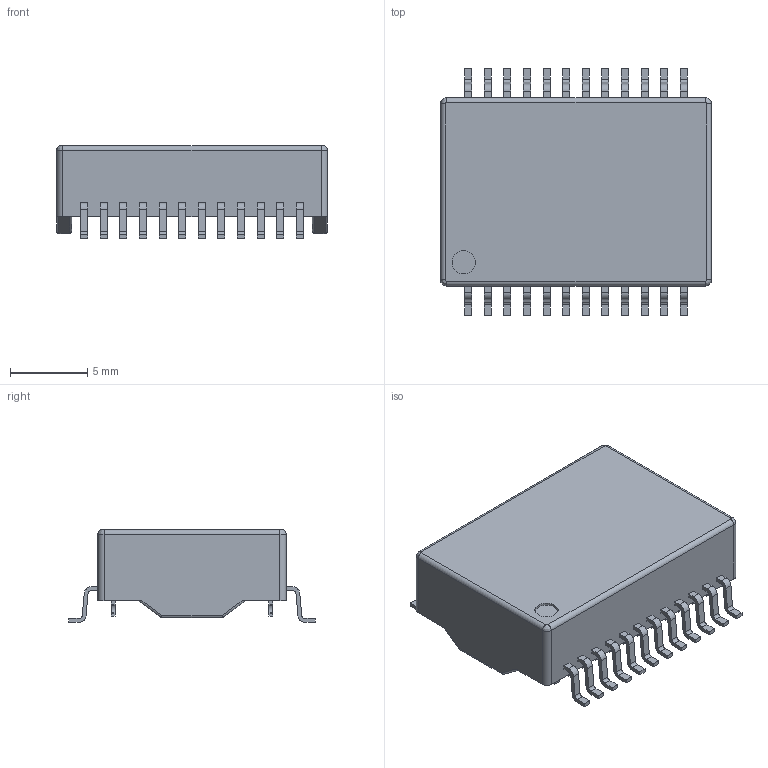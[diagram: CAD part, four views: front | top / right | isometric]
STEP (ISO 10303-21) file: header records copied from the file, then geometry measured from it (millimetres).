
FILE_DESCRIPTION((''),'2;1');
FILE_NAME('01-241012','2021-09-06T09:28:44',('pc183'),(''),'CREO PARAMETRIC BY PTC INC, 2020033','CREO PARAMETRIC BY PTC INC, 2020033','');
FILE_SCHEMA(('CONFIG_CONTROL_DESIGN'));
Length unit declared in the file: millimetre
Products named in the file (1): 01-241012
Bounding box: 17.55 x 16 x 6 mm (x, y, z)
Volume: 1006.5 mm3; surface area: 866.6 mm2
Topology: 1 solids, 1 shells, 677 faces, 1846 edges, 1220 vertices
Faces by surface type: plane 399, cylinder 266, sphere 8, bspline 4
Entity records: 21510 total; most frequent: CARTESIAN_POINT 3835, DIRECTION 3712, ORIENTED_EDGE 3692, EDGE_CURVE 1846, VECTOR 1310, LINE 1310, VERTEX_POINT 1220, AXIS2_PLACEMENT_3D 1201
